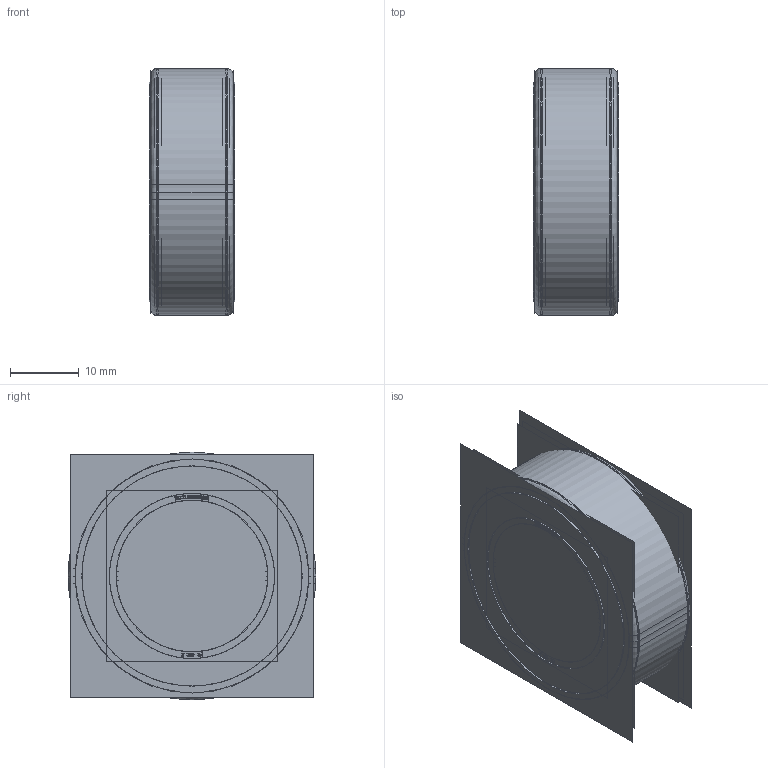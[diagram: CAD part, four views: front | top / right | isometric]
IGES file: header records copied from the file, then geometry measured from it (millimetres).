
Start section:  PTC IGES file: fr432z.igs
Global section: file name: fr432z.igs; native system: Creo Parametric by Parametric Technology Corporation; preprocessor: 2013150; author: sales 4; organization: Unknown; date: 20140326.143310; units: millimetre
Bounding box: 12.48 x 36 x 36 mm (x, y, z)
Volume: 6080.9 mm3; surface area: 57802.6 mm2
Topology: 32 solids, 32 shells, 2534 faces, 13430 edges, 16976 vertices
Faces by surface type: bspline 1334, revolution 1200
